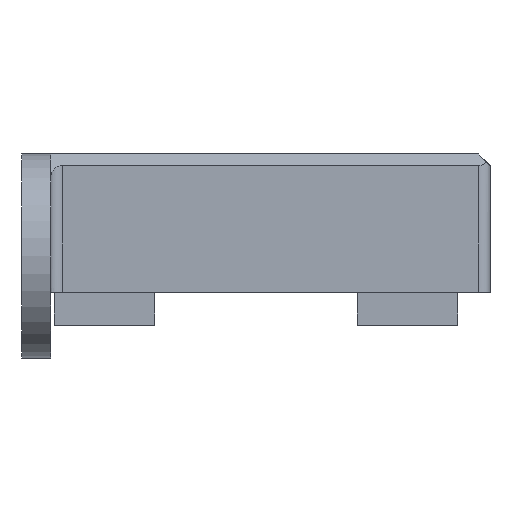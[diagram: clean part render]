
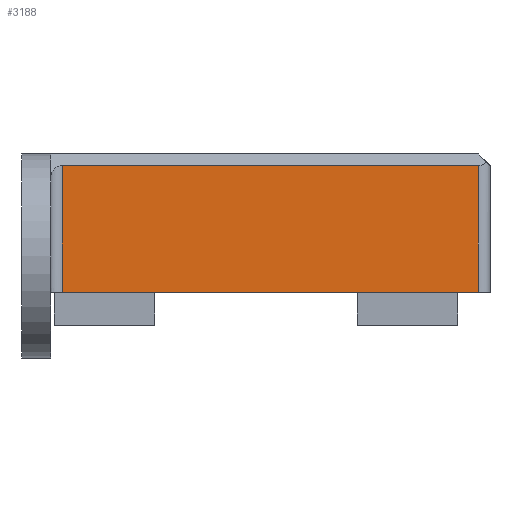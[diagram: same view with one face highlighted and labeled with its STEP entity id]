
A CAD part, left-side view. The second image highlights one B-rep face of the part: STEP entity #3188.
In plain terms, the highlighted planar face has unit normal (-1, 0, 0).
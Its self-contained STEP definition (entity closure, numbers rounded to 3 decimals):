
#812 = VERTEX_POINT('',#813);
#813 = CARTESIAN_POINT('',(-32.8,34.3,-1.9));
#820 = EDGE_CURVE('',#812,#821,#823,.T.);
#821 = VERTEX_POINT('',#822);
#822 = CARTESIAN_POINT('',(-32.8,-1.8,-1.9));
#823 = LINE('',#824,#825);
#824 = CARTESIAN_POINT('',(-32.8,37.8,-1.9));
#825 = VECTOR('',#826,1.);
#826 = DIRECTION('',(0.,-1.,0.));
#869 = VERTEX_POINT('',#870);
#870 = CARTESIAN_POINT('',(-32.8,-1.8,9.1));
#888 = EDGE_CURVE('',#869,#821,#889,.T.);
#889 = LINE('',#890,#891);
#890 = CARTESIAN_POINT('',(-32.8,-1.8,9.1));
#891 = VECTOR('',#892,1.);
#892 = DIRECTION('',(-0.,-0.,-1.));
#2893 = EDGE_CURVE('',#2894,#869,#2896,.T.);
#2894 = VERTEX_POINT('',#2895);
#2895 = CARTESIAN_POINT('',(-32.8,34.3,9.1));
#2896 = LINE('',#2897,#2898);
#2897 = CARTESIAN_POINT('',(-32.8,35.3,9.1));
#2898 = VECTOR('',#2899,1.);
#2899 = DIRECTION('',(0.,-1.,0.));
#3043 = EDGE_CURVE('',#2894,#812,#3044,.T.);
#3044 = LINE('',#3045,#3046);
#3045 = CARTESIAN_POINT('',(-32.8,34.3,9.1));
#3046 = VECTOR('',#3047,1.);
#3047 = DIRECTION('',(-0.,0.,-1.));
#3188 = ADVANCED_FACE('',(#3189),#3195,.T.);
#3189 = FACE_BOUND('',#3190,.T.);
#3190 = EDGE_LOOP('',(#3191,#3192,#3193,#3194));
#3191 = ORIENTED_EDGE('',*,*,#2893,.F.);
#3192 = ORIENTED_EDGE('',*,*,#3043,.T.);
#3193 = ORIENTED_EDGE('',*,*,#820,.T.);
#3194 = ORIENTED_EDGE('',*,*,#888,.F.);
#3195 = PLANE('',#3196);
#3196 = AXIS2_PLACEMENT_3D('',#3197,#3198,#3199);
#3197 = CARTESIAN_POINT('',(-32.8,16.25,4.1));
#3198 = DIRECTION('',(-1.,-0.,-0.));
#3199 = DIRECTION('',(0.,0.,-1.));
